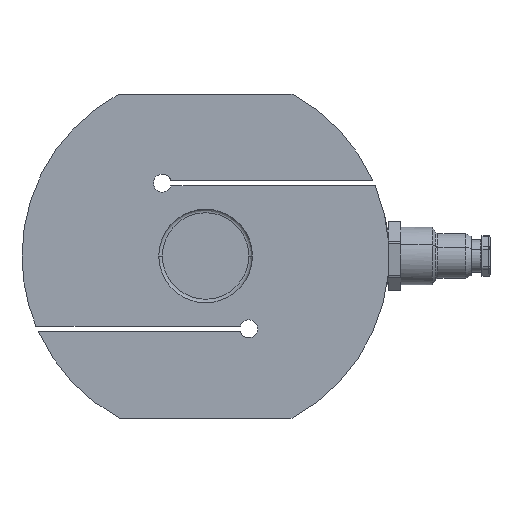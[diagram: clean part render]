
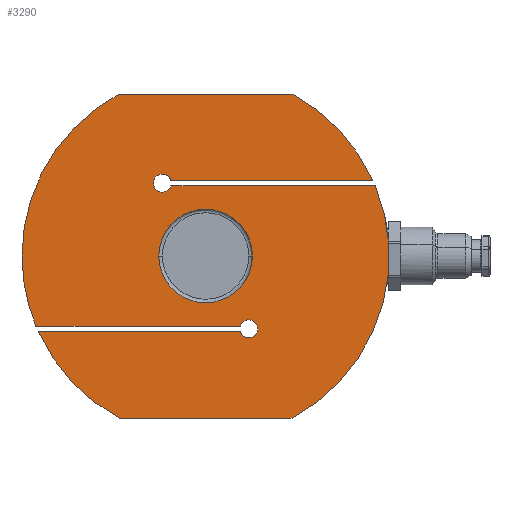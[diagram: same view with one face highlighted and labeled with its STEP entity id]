
A CAD part, front view. The second image highlights one B-rep face of the part: STEP entity #3290.
In plain terms, the highlighted planar face has unit normal (0, -1, 0).
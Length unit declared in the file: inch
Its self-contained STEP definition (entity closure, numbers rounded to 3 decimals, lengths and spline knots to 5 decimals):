
#2 = DIRECTION ( 'NONE',  ( 1., 0., 0. ) ) ;
#12 = VERTEX_POINT ( 'NONE', #726 ) ;
#30 = VECTOR ( 'NONE', #684, 39.37008 ) ;
#119 = CARTESIAN_POINT ( 'NONE',  ( 0., -0.88583, 1.77165 ) ) ;
#262 = CIRCLE ( 'NONE', #1490, 2.00787 ) ;
#265 = DIRECTION ( 'NONE',  ( 0., 1., 0. ) ) ;
#310 = AXIS2_PLACEMENT_3D ( 'NONE', #2663, #3993, #2046 ) ;
#349 = CARTESIAN_POINT ( 'NONE',  ( 0., -0.88583, 0.94488 ) ) ;
#357 = ORIENTED_EDGE ( 'NONE', *, *, #3192, .T. ) ;
#391 = VECTOR ( 'NONE', #2, 39.37008 ) ;
#393 = ORIENTED_EDGE ( 'NONE', *, *, #1635, .T. ) ;
#450 = CARTESIAN_POINT ( 'NONE',  ( -0.94488, -0.88583, 0. ) ) ;
#451 = CARTESIAN_POINT ( 'NONE',  ( 0.57087, -0.88583, 0.97441 ) ) ;
#457 = VECTOR ( 'NONE', #3428, 39.37008 ) ;
#458 = CIRCLE ( 'NONE', #1967, 0.09843 ) ;
#464 = VECTOR ( 'NONE', #3300, 39.37008 ) ;
#532 = DIRECTION ( 'NONE',  ( 1., 0., 0. ) ) ;
#551 = VERTEX_POINT ( 'NONE', #451 ) ;
#580 = FACE_BOUND ( 'NONE', #4159, .T. ) ;
#604 = FACE_OUTER_BOUND ( 'NONE', #2041, .T. ) ;
#634 = ORIENTED_EDGE ( 'NONE', *, *, #1870, .T. ) ;
#684 = DIRECTION ( 'NONE',  ( -1., 0., 0. ) ) ;
#726 = CARTESIAN_POINT ( 'NONE',  ( -0.51181, -0.88583, 1.77165 ) ) ;
#778 = DIRECTION ( 'NONE',  ( 0., 1., 0. ) ) ;
#960 = EDGE_CURVE ( 'NONE', #2296, #3003, #3962, .T. ) ;
#964 = VERTEX_POINT ( 'NONE', #3275 ) ;
#967 = CARTESIAN_POINT ( 'NONE',  ( 0., -0.88583, 1.00394 ) ) ;
#977 = CARTESIAN_POINT ( 'NONE',  ( -2.00787, -0.88583, 1.77165 ) ) ;
#982 = DIRECTION ( 'NONE',  ( 0., -1., 0. ) ) ;
#983 = EDGE_CURVE ( 'NONE', #551, #2716, #2347, .T. ) ;
#1012 = EDGE_CURVE ( 'NONE', #1868, #2974, #3599, .T. ) ;
#1019 = CARTESIAN_POINT ( 'NONE',  ( 0.94488, -0.88583, 0. ) ) ;
#1022 = DIRECTION ( 'NONE',  ( -1., 0., 0. ) ) ;
#1054 = DIRECTION ( 'NONE',  ( -1., 0., 0. ) ) ;
#1065 = CARTESIAN_POINT ( 'NONE',  ( 0., -0.88583, 1.77165 ) ) ;
#1070 = AXIS2_PLACEMENT_3D ( 'NONE', #3577, #3272, #3928 ) ;
#1167 = ORIENTED_EDGE ( 'NONE', *, *, #2913, .T. ) ;
#1174 = ORIENTED_EDGE ( 'NONE', *, *, #3429, .T. ) ;
#1201 = CARTESIAN_POINT ( 'NONE',  ( 0.51181, -0.88583, 1.77165 ) ) ;
#1284 = CARTESIAN_POINT ( 'NONE',  ( 0., -0.88583, 1.77165 ) ) ;
#1286 = AXIS2_PLACEMENT_3D ( 'NONE', #1284, #982, #3878 ) ;
#1345 = VECTOR ( 'NONE', #3556, 39.37008 ) ;
#1351 = ORIENTED_EDGE ( 'NONE', *, *, #983, .T. ) ;
#1360 = DIRECTION ( 'NONE',  ( 0., -1., 0. ) ) ;
#1372 = VERTEX_POINT ( 'NONE', #1965 ) ;
#1374 = ORIENTED_EDGE ( 'NONE', *, *, #3330, .T. ) ;
#1378 = CARTESIAN_POINT ( 'NONE',  ( 0., -0.88583, 3.54331 ) ) ;
#1412 = VERTEX_POINT ( 'NONE', #1019 ) ;
#1440 = VERTEX_POINT ( 'NONE', #3735 ) ;
#1489 = ORIENTED_EDGE ( 'NONE', *, *, #960, .T. ) ;
#1490 = AXIS2_PLACEMENT_3D ( 'NONE', #1065, #3043, #2688 ) ;
#1493 = CARTESIAN_POINT ( 'NONE',  ( 0.37855, -0.88583, 1.00394 ) ) ;
#1556 = ORIENTED_EDGE ( 'NONE', *, *, #3285, .T. ) ;
#1635 = EDGE_CURVE ( 'NONE', #3470, #551, #1742, .T. ) ;
#1742 = CIRCLE ( 'NONE', #1946, 0.09843 ) ;
#1838 = AXIS2_PLACEMENT_3D ( 'NONE', #119, #778, #532 ) ;
#1856 = ORIENTED_EDGE ( 'NONE', *, *, #2383, .T. ) ;
#1868 = VERTEX_POINT ( 'NONE', #2017 ) ;
#1870 = EDGE_CURVE ( 'NONE', #2974, #2296, #2350, .T. ) ;
#1931 = DIRECTION ( 'NONE',  ( 1., 0., 0. ) ) ;
#1946 = AXIS2_PLACEMENT_3D ( 'NONE', #2667, #2687, #2373 ) ;
#1965 = CARTESIAN_POINT ( 'NONE',  ( 1.82976, -0.88583, 2.59843 ) ) ;
#1967 = AXIS2_PLACEMENT_3D ( 'NONE', #2763, #3098, #4102 ) ;
#2017 = CARTESIAN_POINT ( 'NONE',  ( 0.94488, -0.88583, 3.54331 ) ) ;
#2041 = EDGE_LOOP ( 'NONE', ( #1374, #2338, #634, #1489, #1556, #393, #1351, #2341, #357, #2057, #2723, #2635, #1856, #1167 ) ) ;
#2046 = DIRECTION ( 'NONE',  ( 1., 0., 0. ) ) ;
#2057 = ORIENTED_EDGE ( 'NONE', *, *, #3313, .T. ) ;
#2151 = AXIS2_PLACEMENT_3D ( 'NONE', #3614, #1360, #1022 ) ;
#2204 = LINE ( 'NONE', #2266, #1345 ) ;
#2208 = CARTESIAN_POINT ( 'NONE',  ( 0., -0.88583, 1.77165 ) ) ;
#2266 = CARTESIAN_POINT ( 'NONE',  ( 0., -0.88583, 0. ) ) ;
#2283 = CARTESIAN_POINT ( 'NONE',  ( 1.85531, -0.88583, 2.53937 ) ) ;
#2296 = VERTEX_POINT ( 'NONE', #977 ) ;
#2312 = DIRECTION ( 'NONE',  ( -1., 0., 0. ) ) ;
#2316 = CARTESIAN_POINT ( 'NONE',  ( 0., -0.88583, 2.59843 ) ) ;
#2338 = ORIENTED_EDGE ( 'NONE', *, *, #1012, .T. ) ;
#2341 = ORIENTED_EDGE ( 'NONE', *, *, #2775, .T. ) ;
#2347 = CIRCLE ( 'NONE', #310, 0.09843 ) ;
#2350 = CIRCLE ( 'NONE', #4188, 2.00787 ) ;
#2373 = DIRECTION ( 'NONE',  ( 1., 0., 0. ) ) ;
#2383 = EDGE_CURVE ( 'NONE', #1440, #2830, #458, .T. ) ;
#2444 = CIRCLE ( 'NONE', #1070, 2.00787 ) ;
#2514 = AXIS2_PLACEMENT_3D ( 'NONE', #2997, #2630, #2312 ) ;
#2554 = CARTESIAN_POINT ( 'NONE',  ( -1.85531, -0.88583, 1.00394 ) ) ;
#2587 = AXIS2_PLACEMENT_3D ( 'NONE', #2208, #265, #1931 ) ;
#2630 = DIRECTION ( 'NONE',  ( 0., -1., 0. ) ) ;
#2635 = ORIENTED_EDGE ( 'NONE', *, *, #4100, .T. ) ;
#2652 = LINE ( 'NONE', #2316, #464 ) ;
#2663 = CARTESIAN_POINT ( 'NONE',  ( 0.47244, -0.88583, 0.97441 ) ) ;
#2665 = CARTESIAN_POINT ( 'NONE',  ( 0., -0.88583, 2.53937 ) ) ;
#2667 = CARTESIAN_POINT ( 'NONE',  ( 0.47244, -0.88583, 0.97441 ) ) ;
#2687 = DIRECTION ( 'NONE',  ( 0., 1., 0. ) ) ;
#2688 = DIRECTION ( 'NONE',  ( -1., 0., 0. ) ) ;
#2716 = VERTEX_POINT ( 'NONE', #3211 ) ;
#2723 = ORIENTED_EDGE ( 'NONE', *, *, #2954, .T. ) ;
#2735 = ORIENTED_EDGE ( 'NONE', *, *, #2998, .T. ) ;
#2746 = LINE ( 'NONE', #2665, #457 ) ;
#2763 = CARTESIAN_POINT ( 'NONE',  ( -0.47244, -0.88583, 2.5689 ) ) ;
#2775 = EDGE_CURVE ( 'NONE', #2716, #964, #3586, .T. ) ;
#2830 = VERTEX_POINT ( 'NONE', #3265 ) ;
#2839 = LINE ( 'NONE', #967, #391 ) ;
#2890 = DIRECTION ( 'NONE',  ( -1., 0., 0. ) ) ;
#2913 = EDGE_CURVE ( 'NONE', #2830, #1372, #2652, .T. ) ;
#2948 = VERTEX_POINT ( 'NONE', #450 ) ;
#2954 = EDGE_CURVE ( 'NONE', #1412, #3281, #262, .T. ) ;
#2974 = VERTEX_POINT ( 'NONE', #4016 ) ;
#2997 = CARTESIAN_POINT ( 'NONE',  ( 0., -0.88583, 1.77165 ) ) ;
#2998 = EDGE_CURVE ( 'NONE', #3909, #12, #3465, .T. ) ;
#3003 = VERTEX_POINT ( 'NONE', #2554 ) ;
#3007 = CARTESIAN_POINT ( 'NONE',  ( 0., -0.88583, 1.77165 ) ) ;
#3035 = CIRCLE ( 'NONE', #1838, 0.51181 ) ;
#3043 = DIRECTION ( 'NONE',  ( 0., -1., 0. ) ) ;
#3098 = DIRECTION ( 'NONE',  ( 0., 1., 0. ) ) ;
#3192 = EDGE_CURVE ( 'NONE', #964, #2948, #3380, .T. ) ;
#3211 = CARTESIAN_POINT ( 'NONE',  ( 0.37855, -0.88583, 0.94488 ) ) ;
#3265 = CARTESIAN_POINT ( 'NONE',  ( -0.37855, -0.88583, 2.59843 ) ) ;
#3272 = DIRECTION ( 'NONE',  ( 0., -1., 0. ) ) ;
#3275 = CARTESIAN_POINT ( 'NONE',  ( -1.82976, -0.88583, 0.94488 ) ) ;
#3281 = VERTEX_POINT ( 'NONE', #2283 ) ;
#3285 = EDGE_CURVE ( 'NONE', #3003, #3470, #2839, .T. ) ;
#3290 = ADVANCED_FACE ( 'NONE', ( #580, #604 ), #4132, .T. ) ;
#3300 = DIRECTION ( 'NONE',  ( 1., 0., 0. ) ) ;
#3306 = DIRECTION ( 'NONE',  ( 0., -1., 0. ) ) ;
#3313 = EDGE_CURVE ( 'NONE', #2948, #1412, #2204, .T. ) ;
#3330 = EDGE_CURVE ( 'NONE', #1372, #1868, #2444, .T. ) ;
#3380 = CIRCLE ( 'NONE', #2514, 2.00787 ) ;
#3428 = DIRECTION ( 'NONE',  ( -1., 0., 0. ) ) ;
#3429 = EDGE_CURVE ( 'NONE', #12, #3909, #3035, .T. ) ;
#3465 = CIRCLE ( 'NONE', #2587, 0.51181 ) ;
#3470 = VERTEX_POINT ( 'NONE', #1493 ) ;
#3556 = DIRECTION ( 'NONE',  ( 1., 0., 0. ) ) ;
#3577 = CARTESIAN_POINT ( 'NONE',  ( 0., -0.88583, 1.77165 ) ) ;
#3586 = LINE ( 'NONE', #349, #3648 ) ;
#3599 = LINE ( 'NONE', #1378, #30 ) ;
#3614 = CARTESIAN_POINT ( 'NONE',  ( 0., -0.88583, 1.77165 ) ) ;
#3648 = VECTOR ( 'NONE', #2890, 39.37008 ) ;
#3735 = CARTESIAN_POINT ( 'NONE',  ( -0.37855, -0.88583, 2.53937 ) ) ;
#3878 = DIRECTION ( 'NONE',  ( 1., 0., 0. ) ) ;
#3909 = VERTEX_POINT ( 'NONE', #1201 ) ;
#3928 = DIRECTION ( 'NONE',  ( -1., 0., 0. ) ) ;
#3962 = CIRCLE ( 'NONE', #2151, 2.00787 ) ;
#3993 = DIRECTION ( 'NONE',  ( 0., 1., 0. ) ) ;
#4016 = CARTESIAN_POINT ( 'NONE',  ( -0.94488, -0.88583, 3.54331 ) ) ;
#4100 = EDGE_CURVE ( 'NONE', #3281, #1440, #2746, .T. ) ;
#4102 = DIRECTION ( 'NONE',  ( 1., 0., 0. ) ) ;
#4132 = PLANE ( 'NONE',  #1286 ) ;
#4159 = EDGE_LOOP ( 'NONE', ( #2735, #1174 ) ) ;
#4188 = AXIS2_PLACEMENT_3D ( 'NONE', #3007, #3306, #1054 ) ;
